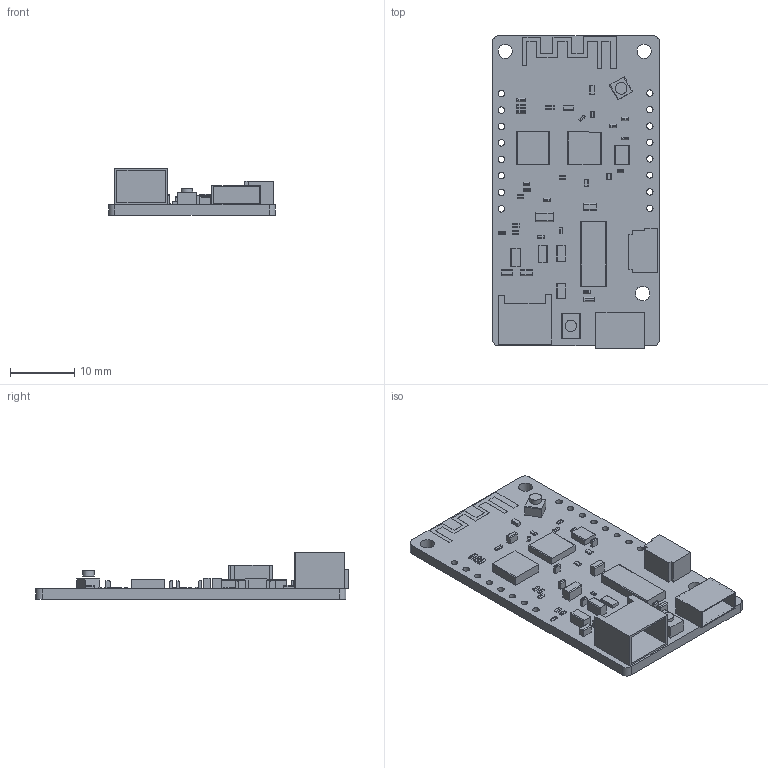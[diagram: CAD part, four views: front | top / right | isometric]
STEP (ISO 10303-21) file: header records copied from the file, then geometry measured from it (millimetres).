
FILE_DESCRIPTION(/* description */ (''),/* implementation_level */ '2;1');
FILE_NAME(/* name */ 'LOLIN D1 MINI Pro V2.0.0 v1.step',/* time_stamp */ '2019-04-12T12:41:34-05:00',/* author */ ('mauricio239RZ'),/* organization */ (''),/* preprocessor_version */ 'ST-DEVELOPER v18',/* originating_system */ 'Autodesk Translation Framework v8.2.0.1029',/* authorisation */ '');
FILE_SCHEMA (('AUTOMOTIVE_DESIGN { 1 0 10303 214 3 1 1 }'));
Length unit declared in the file: millimetre
Products named in the file (1): LOLIN D1 MINI Pro V2.0.0
Bounding box: 25.97 x 48.6 x 7.2 mm (x, y, z)
Volume: 2316.5 mm3; surface area: 4388.3 mm2
Topology: 47 solids, 47 shells, 428 faces, 993 edges, 662 vertices
Faces by surface type: plane 323, cylinder 105
Full cylindrical faces by diameter (mm): 0.936 x1, 1 x15, 1.8 x2, 2.2 x2, 2.264 x1
Entity records: 12205 total; most frequent: CARTESIAN_POINT 2084, DIRECTION 2061, ORIENTED_EDGE 1986, EDGE_CURVE 993, LINE 783, VECTOR 783, VERTEX_POINT 662, AXIS2_PLACEMENT_3D 639
